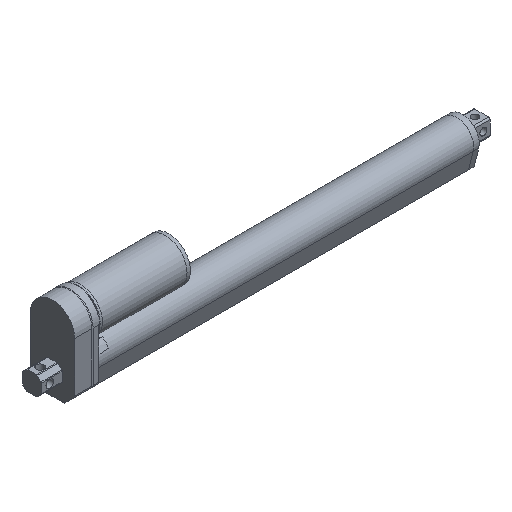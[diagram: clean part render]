
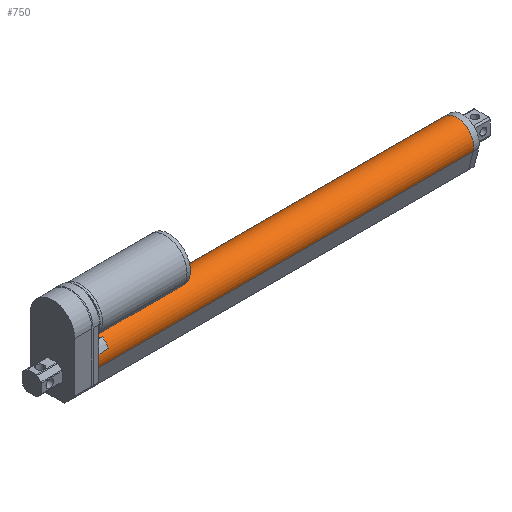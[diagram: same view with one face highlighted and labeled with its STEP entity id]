
A CAD part, isometric view. The second image highlights one B-rep face of the part: STEP entity #750.
In plain terms, the highlighted cylindrical face has radius 15 mm (diameter 30 mm), a partial arc.
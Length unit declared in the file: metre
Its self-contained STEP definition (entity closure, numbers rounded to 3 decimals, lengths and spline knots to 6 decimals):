
#750 = ADVANCED_FACE( '', ( #1431 ), #1432, .T. );
#1431 = FACE_OUTER_BOUND( '', #2104, .T. );
#1432 = CYLINDRICAL_SURFACE( '', #2105, 0.015 );
#2104 = EDGE_LOOP( '', ( #3652, #3653, #3654, #3655 ) );
#2105 = AXIS2_PLACEMENT_3D( '', #3656, #3657, #3658 );
#3652 = ORIENTED_EDGE( '', *, *, #4653, .T. );
#3653 = ORIENTED_EDGE( '', *, *, #4654, .F. );
#3654 = ORIENTED_EDGE( '', *, *, #4468, .F. );
#3655 = ORIENTED_EDGE( '', *, *, #4655, .T. );
#3656 = CARTESIAN_POINT( '', ( 0.335, 0., 0. ) );
#3657 = DIRECTION( '', ( 1., 0., 0. ) );
#3658 = DIRECTION( '', ( 0., 0., 1. ) );
#4468 = EDGE_CURVE( '', #5431, #5433, #5434, .T. );
#4653 = EDGE_CURVE( '', #5666, #5667, #5668, .T. );
#4654 = EDGE_CURVE( '', #5433, #5667, #5669, .T. );
#4655 = EDGE_CURVE( '', #5431, #5666, #5670, .T. );
#5431 = VERTEX_POINT( '', #6743 );
#5433 = VERTEX_POINT( '', #6746 );
#5434 = CIRCLE( '', #6747, 0.015 );
#5666 = VERTEX_POINT( '', #7225 );
#5667 = VERTEX_POINT( '', #7226 );
#5668 = CIRCLE( '', #7227, 0.015 );
#5669 = LINE( '', #7228, #7229 );
#5670 = LINE( '', #7230, #7231 );
#6743 = CARTESIAN_POINT( '', ( 0.335, 0.01456, -0.003606 ) );
#6746 = CARTESIAN_POINT( '', ( 0.335, -0.01456, -0.003606 ) );
#6747 = AXIS2_PLACEMENT_3D( '', #7883, #7884, #7885 );
#7225 = CARTESIAN_POINT( '', ( 0., 0.01456, -0.003606 ) );
#7226 = CARTESIAN_POINT( '', ( 0., -0.01456, -0.003606 ) );
#7227 = AXIS2_PLACEMENT_3D( '', #8057, #8058, #8059 );
#7228 = CARTESIAN_POINT( '', ( 0.335, -0.01456, -0.003606 ) );
#7229 = VECTOR( '', #8060, 1. );
#7230 = CARTESIAN_POINT( '', ( 0.335, 0.01456, -0.003606 ) );
#7231 = VECTOR( '', #8061, 1. );
#7883 = CARTESIAN_POINT( '', ( 0.335, 0., 0. ) );
#7884 = DIRECTION( '', ( 1., 0., 0. ) );
#7885 = DIRECTION( '', ( 0., 0., -1. ) );
#8057 = CARTESIAN_POINT( '', ( 0., 0., 0. ) );
#8058 = DIRECTION( '', ( 1., 0., 0. ) );
#8059 = DIRECTION( '', ( 0., 0., -1. ) );
#8060 = DIRECTION( '', ( -1., 0., 0. ) );
#8061 = DIRECTION( '', ( -1., 0., 0. ) );
